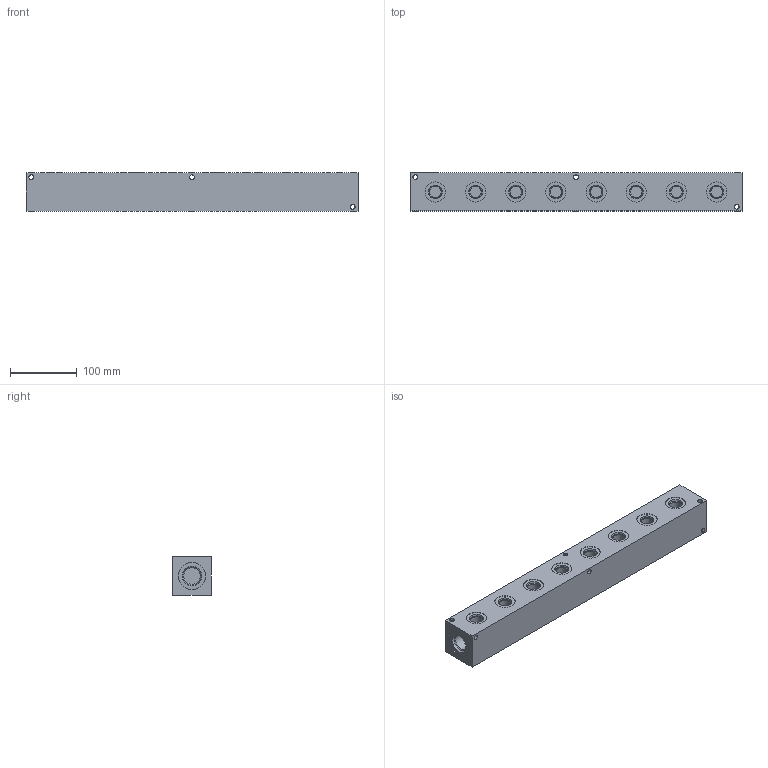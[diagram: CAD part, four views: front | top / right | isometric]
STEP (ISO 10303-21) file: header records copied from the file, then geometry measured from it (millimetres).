
FILE_DESCRIPTION( ( 'STEP AP214' ), ' ' );
FILE_NAME( 'AH0000808S.stp', '2018-07-01T17:07:48', ( '' ), ( '' ), ' ', 'PARTsolutions', ' ' );
FILE_SCHEMA( ( 'AUTOMOTIVE_DESIGN { 1 0 10303 214 1 1 1 1 }' ) );
Length unit declared in the file: inch
Products named in the file (1): _AH0000808S
Bounding box: 498.48 x 57.15 x 57.15 mm (x, y, z)
Volume: 1550585.4 mm3; surface area: 138553.8 mm2
Topology: 1 solids, 1 shells, 186 faces, 448 edges, 286 vertices
Faces by surface type: plane 100, cylinder 66, cone 20
Full cylindrical faces by diameter (mm): 7.112 x12, 17.33 x8, 24.696 x2, 30.251 x8, 41.453 x2
Entity records: 6680 total; most frequent: DIRECTION 922, CARTESIAN_POINT 869, ORIENTED_EDGE 792, EDGE_CURVE 396, AXIS2_PLACEMENT_3D 339, VERTEX_POINT 286, EDGE_LOOP 278, LINE 244
